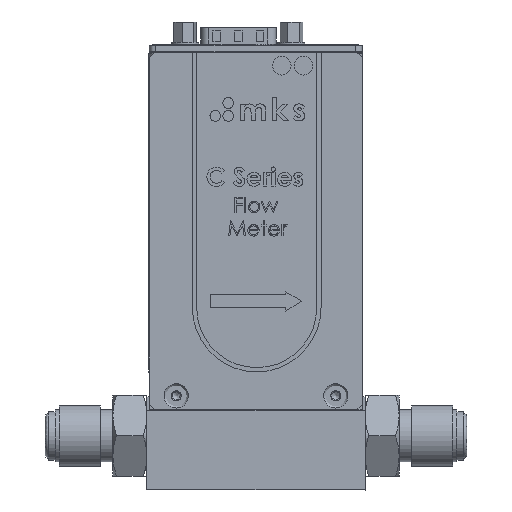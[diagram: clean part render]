
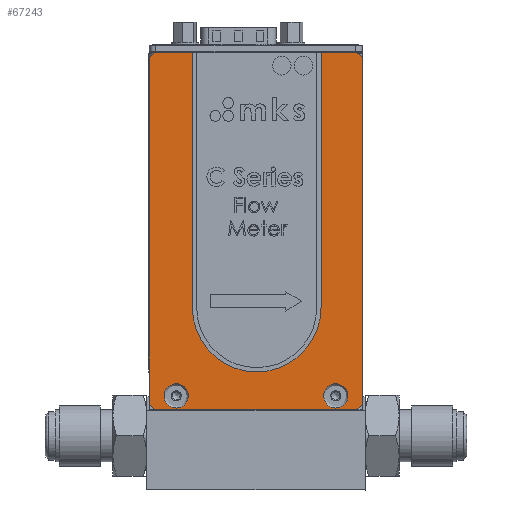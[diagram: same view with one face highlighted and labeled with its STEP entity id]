
A CAD part, top view. The second image highlights one B-rep face of the part: STEP entity #67243.
In plain terms, the highlighted planar face has unit normal (0, 0, 1).
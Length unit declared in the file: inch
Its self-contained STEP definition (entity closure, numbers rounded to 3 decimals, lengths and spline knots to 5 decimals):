
#2593 = VERTEX_POINT ( 'NONE', #27635 ) ;
#3175 = VECTOR ( 'NONE', #8699, 39.37008 ) ;
#3617 = CARTESIAN_POINT ( 'NONE',  ( -0.35503, -0.181, 0.498 ) ) ;
#3950 = EDGE_CURVE ( 'NONE', #67409, #91407, #81675, .T. ) ;
#7476 = ORIENTED_EDGE ( 'NONE', *, *, #77784, .T. ) ;
#7489 = CARTESIAN_POINT ( 'NONE',  ( 1.56497, 3.124, 0.498 ) ) ;
#7740 = CARTESIAN_POINT ( 'NONE',  ( 0.00647, -0.055, 0.498 ) ) ;
#8115 = ORIENTED_EDGE ( 'NONE', *, *, #46337, .F. ) ;
#8607 = CARTESIAN_POINT ( 'NONE',  ( 1.56497, -0.181, 0.498 ) ) ;
#8675 = EDGE_LOOP ( 'NONE', ( #83135 ) ) ;
#8699 = DIRECTION ( 'NONE',  ( 0.707, 0.707, 0. ) ) ;
#9727 = AXIS2_PLACEMENT_3D ( 'NONE', #62670, #17150, #70362 ) ;
#10374 = CARTESIAN_POINT ( 'NONE',  ( 0.86997, 2.999, 0.498 ) ) ;
#10623 = CARTESIAN_POINT ( 'NONE',  ( 1.61497, -0.131, 0.498 ) ) ;
#11200 = DIRECTION ( 'NONE',  ( -1., 0., 0. ) ) ;
#11716 = LINE ( 'NONE', #35082, #69963 ) ;
#12429 = FACE_OUTER_BOUND ( 'NONE', #77456, .T. ) ;
#15236 = EDGE_CURVE ( 'NONE', #2593, #2593, #42091, .T. ) ;
#15277 = DIRECTION ( 'NONE',  ( -1., 0., 0. ) ) ;
#16216 = AXIS2_PLACEMENT_3D ( 'NONE', #10374, #63485, #17939 ) ;
#16486 = CARTESIAN_POINT ( 'NONE',  ( -0.30503, 3.124, 0.498 ) ) ;
#17150 = DIRECTION ( 'NONE',  ( 0., 0., 1. ) ) ;
#17456 = CARTESIAN_POINT ( 'NONE',  ( -0.10603, -0.055, 0.498 ) ) ;
#17654 = CARTESIAN_POINT ( 'NONE',  ( -0.30503, -0.181, 0.498 ) ) ;
#17850 = ORIENTED_EDGE ( 'NONE', *, *, #48547, .T. ) ;
#17939 = DIRECTION ( 'NONE',  ( 1., 0., 0. ) ) ;
#18233 = CARTESIAN_POINT ( 'NONE',  ( 1.61497, 3.074, 0.498 ) ) ;
#19962 = EDGE_CURVE ( 'NONE', #78650, #78650, #93781, .T. ) ;
#20198 = DIRECTION ( 'NONE',  ( 0., 0., 1. ) ) ;
#20712 = ORIENTED_EDGE ( 'NONE', *, *, #19962, .F. ) ;
#21819 = AXIS2_PLACEMENT_3D ( 'NONE', #65766, #20198, #73421 ) ;
#21952 = EDGE_LOOP ( 'NONE', ( #40951 ) ) ;
#24807 = ORIENTED_EDGE ( 'NONE', *, *, #3950, .T. ) ;
#25044 = DIRECTION ( 'NONE',  ( 1., 0., 0. ) ) ;
#26536 = ORIENTED_EDGE ( 'NONE', *, *, #49362, .T. ) ;
#26864 = VERTEX_POINT ( 'NONE', #55975 ) ;
#26971 = VECTOR ( 'NONE', #27040, 39.37008 ) ;
#27040 = DIRECTION ( 'NONE',  ( 1., 0., 0. ) ) ;
#27635 = CARTESIAN_POINT ( 'NONE',  ( 1.48247, -0.055, 0.498 ) ) ;
#27897 = DIRECTION ( 'NONE',  ( -0.707, -0.707, 0. ) ) ;
#32490 = FACE_BOUND ( 'NONE', #82062, .T. ) ;
#33418 = CIRCLE ( 'NONE', #21819, 0.086 ) ;
#35082 = CARTESIAN_POINT ( 'NONE',  ( -0.35503, -0.181, 0.498 ) ) ;
#35566 = ORIENTED_EDGE ( 'NONE', *, *, #78599, .T. ) ;
#36142 = EDGE_CURVE ( 'NONE', #91407, #26864, #89373, .T. ) ;
#40951 = ORIENTED_EDGE ( 'NONE', *, *, #15236, .F. ) ;
#41425 = VECTOR ( 'NONE', #27897, 39.37008 ) ;
#42091 = CIRCLE ( 'NONE', #9727, 0.1125 ) ;
#42341 = ORIENTED_EDGE ( 'NONE', *, *, #86857, .T. ) ;
#42534 = CARTESIAN_POINT ( 'NONE',  ( -0.35503, 3.074, 0.498 ) ) ;
#46337 = EDGE_CURVE ( 'NONE', #82227, #82227, #33418, .T. ) ;
#47142 = VERTEX_POINT ( 'NONE', #7489 ) ;
#47851 = CARTESIAN_POINT ( 'NONE',  ( -0.35503, -0.131, 0.498 ) ) ;
#48547 = EDGE_CURVE ( 'NONE', #93902, #91900, #59379, .T. ) ;
#49362 = EDGE_CURVE ( 'NONE', #65621, #67409, #67533, .T. ) ;
#49611 = CARTESIAN_POINT ( 'NONE',  ( 1.61497, -0.181, 0.498 ) ) ;
#49944 = DIRECTION ( 'NONE',  ( 0., 1., 0. ) ) ;
#50561 = CARTESIAN_POINT ( 'NONE',  ( 0.95597, 2.999, 0.498 ) ) ;
#51181 = LINE ( 'NONE', #18233, #89478 ) ;
#51219 = ORIENTED_EDGE ( 'NONE', *, *, #90546, .T. ) ;
#52297 = VERTEX_POINT ( 'NONE', #7740 ) ;
#52736 = FACE_BOUND ( 'NONE', #21952, .T. ) ;
#55545 = DIRECTION ( 'NONE',  ( 0.707, -0.707, 0. ) ) ;
#55975 = CARTESIAN_POINT ( 'NONE',  ( 1.61497, 3.074, 0.498 ) ) ;
#56291 = PLANE ( 'NONE',  #80174 ) ;
#56620 = DIRECTION ( 'NONE',  ( 0., 0., -1. ) ) ;
#58880 = CIRCLE ( 'NONE', #89136, 0.1125 ) ;
#59379 = LINE ( 'NONE', #74226, #41425 ) ;
#59626 = CARTESIAN_POINT ( 'NONE',  ( 1.56497, -0.181, 0.498 ) ) ;
#62670 = CARTESIAN_POINT ( 'NONE',  ( 1.36997, -0.055, 0.498 ) ) ;
#63474 = LINE ( 'NONE', #47851, #81407 ) ;
#63485 = DIRECTION ( 'NONE',  ( 0., 0., 1. ) ) ;
#64694 = CARTESIAN_POINT ( 'NONE',  ( -0.35503, -0.181, 0.498 ) ) ;
#65621 = VERTEX_POINT ( 'NONE', #17654 ) ;
#65766 = CARTESIAN_POINT ( 'NONE',  ( 1.06997, 2.999, 0.498 ) ) ;
#66602 = EDGE_CURVE ( 'NONE', #52297, #52297, #58880, .T. ) ;
#67243 = ADVANCED_FACE ( 'NONE', ( #32490, #93369, #75483, #52736, #12429 ), #56291, .F. ) ;
#67409 = VERTEX_POINT ( 'NONE', #59626 ) ;
#67533 = LINE ( 'NONE', #64694, #26971 ) ;
#68453 = CARTESIAN_POINT ( 'NONE',  ( -0.35503, 3.124, 0.498 ) ) ;
#69963 = VECTOR ( 'NONE', #73100, 39.37008 ) ;
#70362 = DIRECTION ( 'NONE',  ( 1., 0., 0. ) ) ;
#70674 = DIRECTION ( 'NONE',  ( 0., 0., 1. ) ) ;
#71402 = VECTOR ( 'NONE', #49944, 39.37008 ) ;
#71790 = DIRECTION ( 'NONE',  ( -0.707, 0.707, 0. ) ) ;
#73100 = DIRECTION ( 'NONE',  ( 0., -1., 0. ) ) ;
#73421 = DIRECTION ( 'NONE',  ( 1., 0., 0. ) ) ;
#74226 = CARTESIAN_POINT ( 'NONE',  ( -0.30503, 3.124, 0.498 ) ) ;
#75483 = FACE_BOUND ( 'NONE', #8675, .T. ) ;
#77434 = EDGE_LOOP ( 'NONE', ( #20712 ) ) ;
#77456 = EDGE_LOOP ( 'NONE', ( #42341, #7476, #26536, #24807, #87145, #51219, #35566, #17850 ) ) ;
#77784 = EDGE_CURVE ( 'NONE', #88665, #65621, #63474, .T. ) ;
#78599 = EDGE_CURVE ( 'NONE', #47142, #93902, #80048, .T. ) ;
#78650 = VERTEX_POINT ( 'NONE', #50561 ) ;
#80048 = LINE ( 'NONE', #68453, #97968 ) ;
#80174 = AXIS2_PLACEMENT_3D ( 'NONE', #3617, #56620, #11200 ) ;
#81407 = VECTOR ( 'NONE', #55545, 39.37008 ) ;
#81675 = LINE ( 'NONE', #8607, #3175 ) ;
#82001 = CARTESIAN_POINT ( 'NONE',  ( 1.15597, 2.999, 0.498 ) ) ;
#82062 = EDGE_LOOP ( 'NONE', ( #8115 ) ) ;
#82227 = VERTEX_POINT ( 'NONE', #82001 ) ;
#83135 = ORIENTED_EDGE ( 'NONE', *, *, #66602, .F. ) ;
#86857 = EDGE_CURVE ( 'NONE', #91900, #88665, #11716, .T. ) ;
#87145 = ORIENTED_EDGE ( 'NONE', *, *, #36142, .T. ) ;
#88665 = VERTEX_POINT ( 'NONE', #97258 ) ;
#89136 = AXIS2_PLACEMENT_3D ( 'NONE', #17456, #70674, #25044 ) ;
#89373 = LINE ( 'NONE', #49611, #71402 ) ;
#89478 = VECTOR ( 'NONE', #71790, 39.37008 ) ;
#90546 = EDGE_CURVE ( 'NONE', #26864, #47142, #51181, .T. ) ;
#91407 = VERTEX_POINT ( 'NONE', #10623 ) ;
#91900 = VERTEX_POINT ( 'NONE', #42534 ) ;
#93369 = FACE_BOUND ( 'NONE', #77434, .T. ) ;
#93781 = CIRCLE ( 'NONE', #16216, 0.086 ) ;
#93902 = VERTEX_POINT ( 'NONE', #16486 ) ;
#97258 = CARTESIAN_POINT ( 'NONE',  ( -0.35503, -0.131, 0.498 ) ) ;
#97968 = VECTOR ( 'NONE', #15277, 39.37008 ) ;
